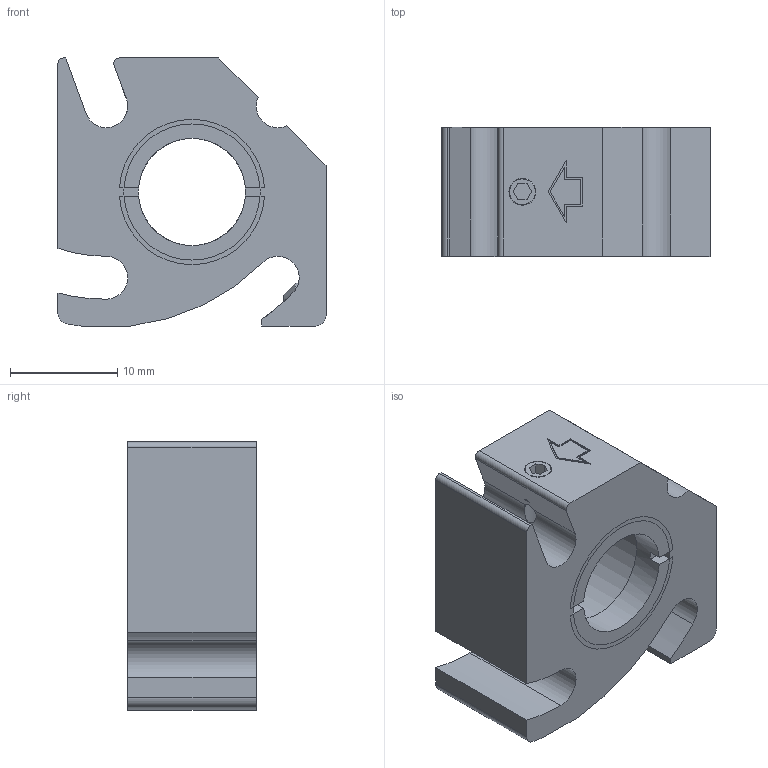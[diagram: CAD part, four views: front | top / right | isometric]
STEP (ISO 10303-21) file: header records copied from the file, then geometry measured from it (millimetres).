
FILE_DESCRIPTION(/* description */ (''),/* implementation_level */ '2;1');
FILE_NAME(/* name */ 'C16-SLFH-12.7A.stp',/* time_stamp */ '2017-05-08T16:23:49+09:00',/* author */ ('e.nonaka'),/* organization */ (''),/* preprocessor_version */ 'ST-DEVELOPER v16.1',/* originating_system */ 'Autodesk Inventor 2016',/* authorisation */ '');
FILE_SCHEMA (('AUTOMOTIVE_DESIGN { 1 0 10303 214 3 1 1 }'));
Length unit declared in the file: millimetre
Products named in the file (1): C16SLFH12.7A-M02-17001-T01
Bounding box: 25 x 12 x 25 mm (x, y, z)
Volume: 4505.2 mm3; surface area: 2948.6 mm2
Topology: 1 solids, 1 shells, 101 faces, 271 edges, 180 vertices
Faces by surface type: plane 70, cylinder 26, cone 5
Full cylindrical faces by diameter (mm): 2.5 x3, 10 x2, 12.7 x1
Entity records: 3270 total; most frequent: CARTESIAN_POINT 656, DIRECTION 515, ORIENTED_EDGE 498, EDGE_CURVE 249, AXIS2_PLACEMENT_3D 173, LINE 169, VECTOR 169, VERTEX_POINT 169
